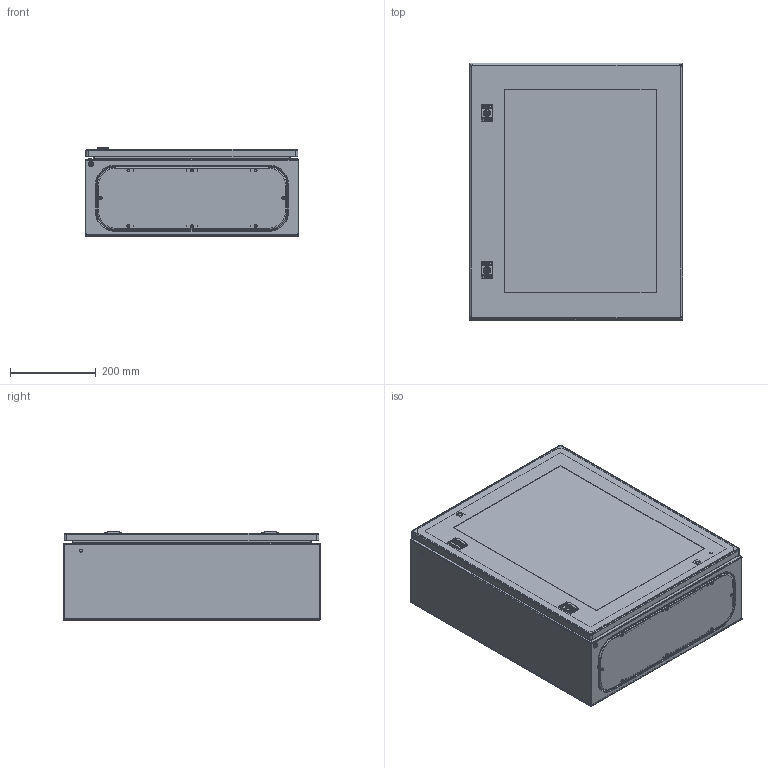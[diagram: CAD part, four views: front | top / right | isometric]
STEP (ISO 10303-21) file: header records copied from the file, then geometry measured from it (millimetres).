
FILE_DESCRIPTION(('STEP AP242'),'1');
FILE_NAME('nsycrn65200t.stp','2021-09-26T10:52:13',('TraceParts'),('TraceParts S.A.'),'Spatial InterOp 3D',' ',' ');
FILE_SCHEMA(('AP242_MANAGED_MODEL_BASED_3D_ENGINEERING_MIM_LF {1 0 10303 442 1 1 4}'));
Length unit declared in the file: millimetre
Products named in the file (1): NSYCRN65200T_ASM|BODY_CRN65_200#BODY_CRN65_200;BODY_CRN65_200
Bounding box: 500 x 601.2 x 207.31 mm (x, y, z)
Volume: 2150954.8 mm3; surface area: 2383732.8 mm2
Topology: 7 solids, 21 shells, 3721 faces, 9960 edges, 6283 vertices
Faces by surface type: plane 1499, cylinder 1070, cone 350, extrusion 292, torus 246, bspline 182, sphere 78, revolution 4
Entity records: 131550 total; most frequent: CARTESIAN_POINT 40305, ORIENTED_EDGE 19736, DIRECTION 18066, EDGE_CURVE 9868, AXIS2_PLACEMENT_3D 6313, VERTEX_POINT 6283, VECTOR 5436, LINE 5144
